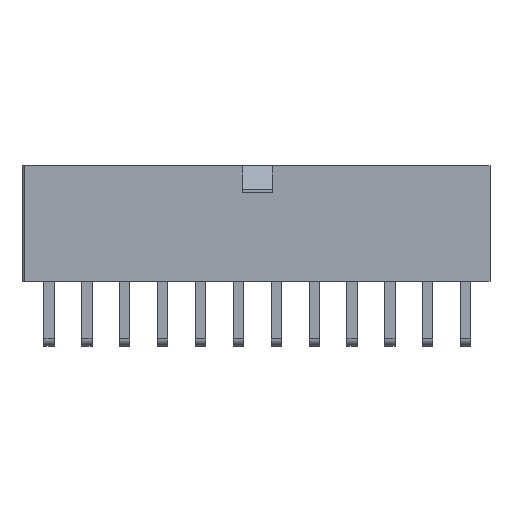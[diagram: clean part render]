
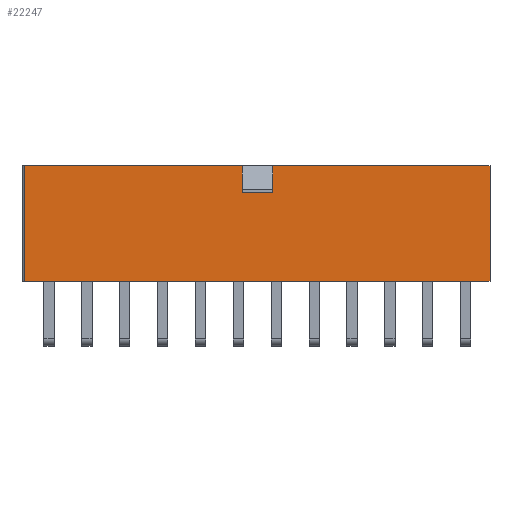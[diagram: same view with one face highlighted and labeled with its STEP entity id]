
A CAD part, top view. The second image highlights one B-rep face of the part: STEP entity #22247.
In plain terms, the highlighted planar face has unit normal (0, 0, 1).
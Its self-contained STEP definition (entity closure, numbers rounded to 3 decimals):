
#1623=ORIENTED_EDGE('',*,*,#5730,.F.);
#1624=ORIENTED_EDGE('',*,*,#5731,.F.);
#1625=ORIENTED_EDGE('',*,*,#5734,.F.);
#1626=ORIENTED_EDGE('',*,*,#5782,.F.);
#1627=ORIENTED_EDGE('',*,*,#5781,.T.);
#1628=ORIENTED_EDGE('',*,*,#5783,.T.);
#1629=ORIENTED_EDGE('',*,*,#5776,.F.);
#1630=ORIENTED_EDGE('',*,*,#5784,.F.);
#5730=EDGE_CURVE('',#7685,#7684,#9361,.T.);
#5731=EDGE_CURVE('',#7686,#7685,#9362,.T.);
#5734=EDGE_CURVE('',#7687,#7686,#9365,.T.);
#5776=EDGE_CURVE('',#7715,#7716,#9407,.T.);
#5781=EDGE_CURVE('',#7717,#7718,#9412,.T.);
#5782=EDGE_CURVE('',#7717,#7687,#9413,.T.);
#5783=EDGE_CURVE('',#7718,#7716,#9414,.T.);
#5784=EDGE_CURVE('',#7684,#7715,#9415,.T.);
#7684=VERTEX_POINT('',#30057);
#7685=VERTEX_POINT('',#30059);
#7686=VERTEX_POINT('',#30063);
#7687=VERTEX_POINT('',#30067);
#7715=VERTEX_POINT('',#30150);
#7716=VERTEX_POINT('',#30152);
#7717=VERTEX_POINT('',#30157);
#7718=VERTEX_POINT('',#30159);
#9361=LINE('',#30060,#11522);
#9362=LINE('',#30062,#11523);
#9365=LINE('',#30068,#11526);
#9407=LINE('',#30151,#11568);
#9412=LINE('',#30160,#11573);
#9413=LINE('',#30162,#11574);
#9414=LINE('',#30163,#11575);
#9415=LINE('',#30164,#11576);
#11522=VECTOR('',#25396,1000.);
#11523=VECTOR('',#25399,1000.);
#11526=VECTOR('',#25404,1000.);
#11568=VECTOR('',#25472,1000.);
#11573=VECTOR('',#25479,1000.);
#11574=VECTOR('',#25482,1000.);
#11575=VECTOR('',#25483,1000.);
#11576=VECTOR('',#25484,1000.);
#13016=EDGE_LOOP('',(#1623,#1624,#1625,#1626,#1627,#1628,#1629,#1630));
#14055=FACE_BOUND('',#13016,.T.);
#15055=PLANE('',#23161);
#22247=ADVANCED_FACE('',(#14055),#15055,.T.);
#23161=AXIS2_PLACEMENT_3D('',#30161,#25480,#25481);
#25396=DIRECTION('',(0.,-1.,0.));
#25399=DIRECTION('',(-1.,0.,0.));
#25404=DIRECTION('',(0.,1.,0.));
#25472=DIRECTION('',(0.,1.,0.));
#25479=DIRECTION('',(0.,1.,0.));
#25480=DIRECTION('',(0.,0.,1.));
#25481=DIRECTION('',(1.,0.,0.));
#25482=DIRECTION('',(-1.,0.,0.));
#25483=DIRECTION('',(-1.,0.,0.));
#25484=DIRECTION('',(-1.,0.,0.));
#30057=CARTESIAN_POINT('',(-1.7,-6.4,4.8));
#30059=CARTESIAN_POINT('',(-1.7,-3.4,4.8));
#30060=CARTESIAN_POINT('',(-1.7,-3.4,4.8));
#30062=CARTESIAN_POINT('',(1.7,-3.4,4.8));
#30063=CARTESIAN_POINT('',(1.7,-3.4,4.8));
#30067=CARTESIAN_POINT('',(1.7,-6.4,4.8));
#30068=CARTESIAN_POINT('',(1.7,-6.4,4.8));
#30150=CARTESIAN_POINT('',(-25.8,-6.4,4.8));
#30151=CARTESIAN_POINT('',(-25.8,-6.4,4.8));
#30152=CARTESIAN_POINT('',(-25.8,6.4,4.8));
#30157=CARTESIAN_POINT('',(25.8,-6.4,4.8));
#30159=CARTESIAN_POINT('',(25.8,6.4,4.8));
#30160=CARTESIAN_POINT('',(25.8,-6.4,4.8));
#30161=CARTESIAN_POINT('',(25.8,-6.4,4.8));
#30162=CARTESIAN_POINT('',(25.8,-6.4,4.8));
#30163=CARTESIAN_POINT('',(25.8,6.4,4.8));
#30164=CARTESIAN_POINT('',(25.8,-6.4,4.8));
